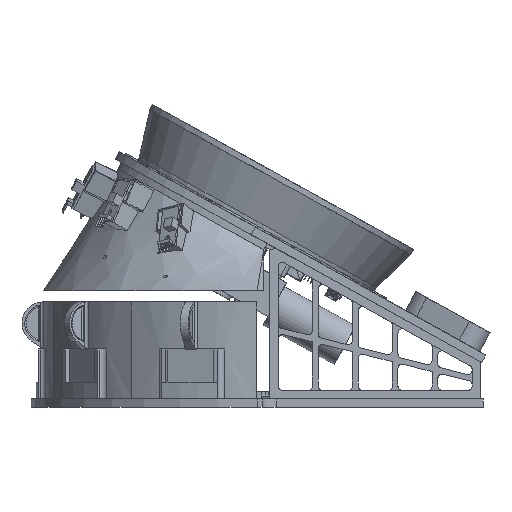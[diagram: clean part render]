
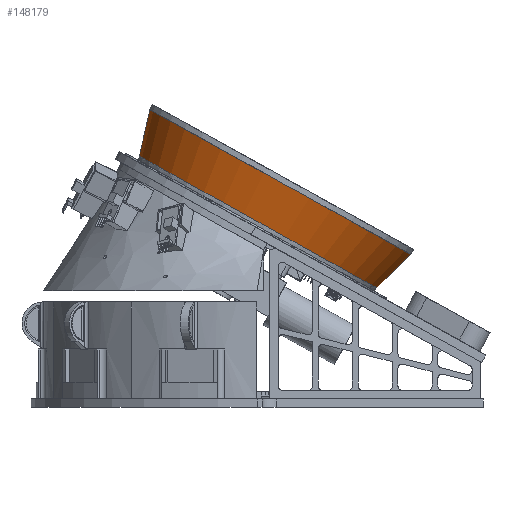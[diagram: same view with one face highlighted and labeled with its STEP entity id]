
A CAD part, left-side view. The second image highlights one B-rep face of the part: STEP entity #148179.
In plain terms, the highlighted conical face has half-angle 16 degrees and reference radius 95 mm.
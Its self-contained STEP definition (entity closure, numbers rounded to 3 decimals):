
#1279 = FACE_OUTER_BOUND ( 'NONE', #10157, .T. ) ;
#3155 = DIRECTION ( 'NONE',  ( 0., 0., -1. ) ) ;
#5859 = DIRECTION ( 'NONE',  ( 1., 0., 0. ) ) ;
#9946 = CARTESIAN_POINT ( 'NONE',  ( 95.387, 0., -1.351 ) ) ;
#10157 = EDGE_LOOP ( 'NONE', ( #137170 ) ) ;
#14812 = EDGE_CURVE ( 'NONE', #149727, #149727, #91938, .T. ) ;
#18407 = AXIS2_PLACEMENT_3D ( 'NONE', #66934, #3155, #110074 ) ;
#25682 = ORIENTED_EDGE ( 'NONE', *, *, #14812, .T. ) ;
#40073 = AXIS2_PLACEMENT_3D ( 'NONE', #92712, #107261, #5859 ) ;
#66427 = CARTESIAN_POINT ( 'NONE',  ( 0., 0., -1.351 ) ) ;
#66821 = VERTEX_POINT ( 'NONE', #138700 ) ;
#66934 = CARTESIAN_POINT ( 'NONE',  ( 0., 0., 0. ) ) ;
#87385 = EDGE_LOOP ( 'NONE', ( #25682 ) ) ;
#91431 = FACE_BOUND ( 'NONE', #87385, .T. ) ;
#91938 = CIRCLE ( 'NONE', #120562, 95.387 ) ;
#92712 = CARTESIAN_POINT ( 'NONE',  ( 0., 0., -33.343 ) ) ;
#103058 = CIRCLE ( 'NONE', #40073, 104.561 ) ;
#105700 = DIRECTION ( 'NONE',  ( 0., 0., -1. ) ) ;
#107261 = DIRECTION ( 'NONE',  ( 0., 0., 1. ) ) ;
#110074 = DIRECTION ( 'NONE',  ( -1., 0., 0. ) ) ;
#120562 = AXIS2_PLACEMENT_3D ( 'NONE', #66427, #105700, #156149 ) ;
#131516 = EDGE_CURVE ( 'NONE', #66821, #66821, #103058, .T. ) ;
#137170 = ORIENTED_EDGE ( 'NONE', *, *, #131516, .T. ) ;
#138700 = CARTESIAN_POINT ( 'NONE',  ( 104.561, 0., -33.343 ) ) ;
#148179 = ADVANCED_FACE ( 'NONE', ( #91431, #1279 ), #155649, .T. ) ;
#149727 = VERTEX_POINT ( 'NONE', #9946 ) ;
#155649 = CONICAL_SURFACE ( 'NONE', #18407, 95., 0.279 ) ;
#156149 = DIRECTION ( 'NONE',  ( 1., 0., 0. ) ) ;
